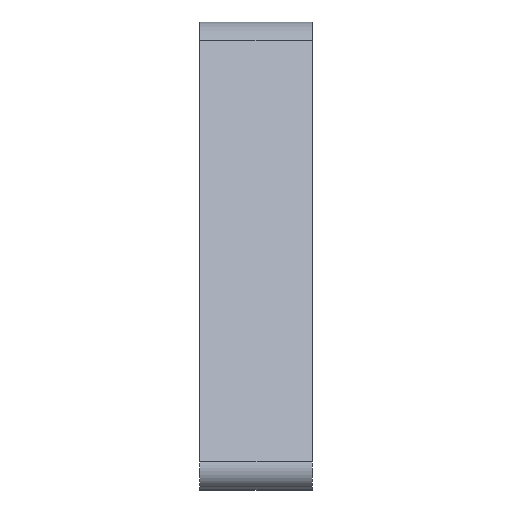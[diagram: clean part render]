
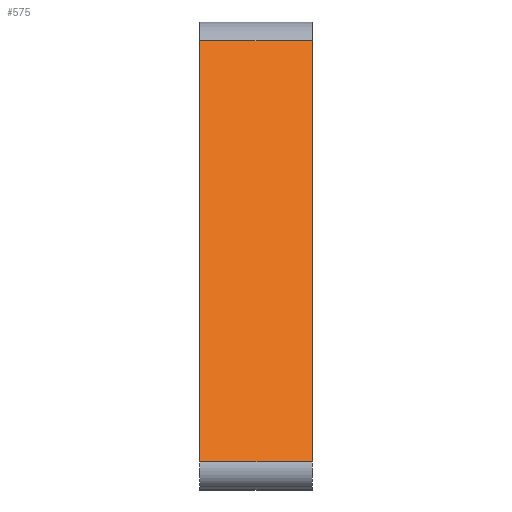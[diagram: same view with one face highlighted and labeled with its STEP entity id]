
A CAD part, left-side view. The second image highlights one B-rep face of the part: STEP entity #575.
In plain terms, the highlighted planar face has unit normal (-0.866, 0, 0.5).
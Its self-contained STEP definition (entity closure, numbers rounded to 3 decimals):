
#22=PLANE('',#628);
#56=FACE_OUTER_BOUND('',#89,.T.);
#89=EDGE_LOOP('',(#429,#430,#431,#432));
#130=LINE('',#905,#185);
#131=LINE('',#908,#186);
#132=LINE('',#910,#187);
#133=LINE('',#911,#188);
#185=VECTOR('',#723,10.);
#186=VECTOR('',#726,10.);
#187=VECTOR('',#727,10.);
#188=VECTOR('',#728,10.);
#272=VERTEX_POINT('',#901);
#273=VERTEX_POINT('',#903);
#274=VERTEX_POINT('',#907);
#275=VERTEX_POINT('',#909);
#334=EDGE_CURVE('',#272,#273,#130,.T.);
#335=EDGE_CURVE('',#274,#272,#131,.T.);
#336=EDGE_CURVE('',#275,#273,#132,.T.);
#337=EDGE_CURVE('',#274,#275,#133,.T.);
#429=ORIENTED_EDGE('',*,*,#335,.T.);
#430=ORIENTED_EDGE('',*,*,#334,.T.);
#431=ORIENTED_EDGE('',*,*,#336,.F.);
#432=ORIENTED_EDGE('',*,*,#337,.F.);
#575=ADVANCED_FACE('',(#56),#22,.T.);
#628=AXIS2_PLACEMENT_3D('',#906,#724,#725);
#723=DIRECTION('',(0.,-1.,0.));
#724=DIRECTION('center_axis',(-0.866,0.,0.5));
#725=DIRECTION('ref_axis',(-0.5,0.,-0.866));
#726=DIRECTION('',(-0.5,0.,-0.866));
#727=DIRECTION('',(-0.5,0.,-0.866));
#728=DIRECTION('',(0.,-1.,0.));
#901=CARTESIAN_POINT('',(-34.635,70.,-47.));
#903=CARTESIAN_POINT('',(-34.635,58.,-47.));
#905=CARTESIAN_POINT('',(-34.635,70.,-47.));
#906=CARTESIAN_POINT('Origin',(-8.655,70.,-2.));
#907=CARTESIAN_POINT('',(-8.655,70.,-2.));
#908=CARTESIAN_POINT('',(-8.655,70.,-2.));
#909=CARTESIAN_POINT('',(-8.655,58.,-2.));
#910=CARTESIAN_POINT('',(-8.655,58.,-2.));
#911=CARTESIAN_POINT('',(-8.655,70.,-2.));
